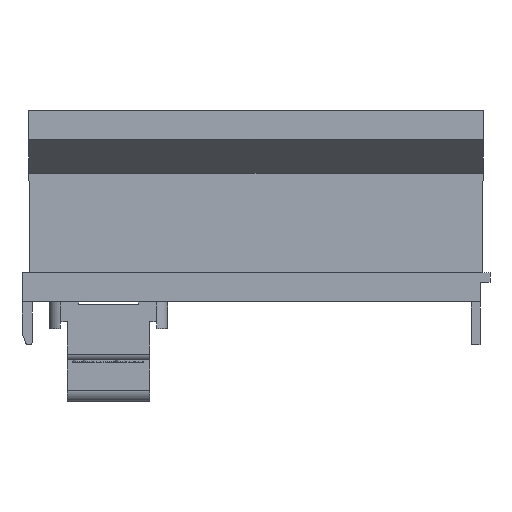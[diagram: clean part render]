
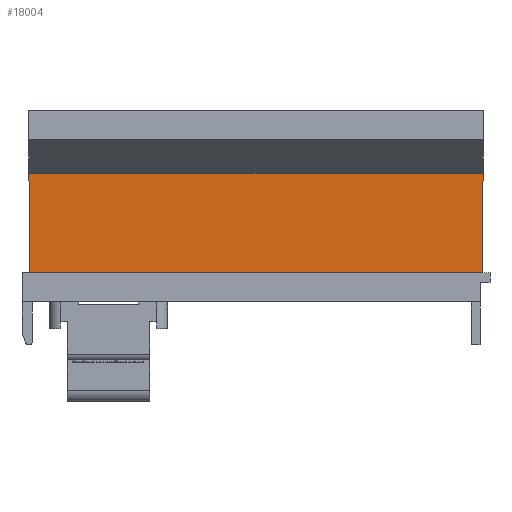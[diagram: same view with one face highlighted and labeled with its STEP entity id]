
A CAD part, front view. The second image highlights one B-rep face of the part: STEP entity #18004.
In plain terms, the highlighted planar face has unit normal (0, -1, -0.009).
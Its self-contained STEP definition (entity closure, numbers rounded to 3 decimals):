
#17711 = VERTEX_POINT('',#17712);
#17712 = CARTESIAN_POINT('',(-19.478,-4.,0.));
#17718 = EDGE_CURVE('',#17719,#17711,#17721,.T.);
#17719 = VERTEX_POINT('',#17720);
#17720 = CARTESIAN_POINT('',(-19.553,-4.075,
    8.561));
#17721 = LINE('',#17722,#17723);
#17722 = CARTESIAN_POINT('',(-19.478,-4.,
    0.001));
#17723 = VECTOR('',#17724,1.);
#17724 = DIRECTION('',(0.009,0.009,
    -1.));
#17774 = VERTEX_POINT('',#17775);
#17775 = CARTESIAN_POINT('',(19.478,-4.,0.));
#17783 = EDGE_CURVE('',#17711,#17774,#17784,.T.);
#17784 = LINE('',#17785,#17786);
#17785 = CARTESIAN_POINT('',(-19.6,-4.,0.));
#17786 = VECTOR('',#17787,1.);
#17787 = DIRECTION('',(1.,0.,0.));
#18004 = ADVANCED_FACE('',(#18005),#18023,.T.);
#18005 = FACE_BOUND('',#18006,.T.);
#18006 = EDGE_LOOP('',(#18007,#18015,#18021,#18022));
#18007 = ORIENTED_EDGE('',*,*,#18008,.F.);
#18008 = EDGE_CURVE('',#18009,#17774,#18011,.T.);
#18009 = VERTEX_POINT('',#18010);
#18010 = CARTESIAN_POINT('',(19.553,-4.075,
    8.561));
#18011 = LINE('',#18012,#18013);
#18012 = CARTESIAN_POINT('',(19.475,-3.997,
    -0.341));
#18013 = VECTOR('',#18014,1.);
#18014 = DIRECTION('',(-0.009,0.009,
    -1.));
#18015 = ORIENTED_EDGE('',*,*,#18016,.F.);
#18016 = EDGE_CURVE('',#17719,#18009,#18017,.T.);
#18017 = LINE('',#18018,#18019);
#18018 = CARTESIAN_POINT('',(-19.6,-4.075,8.561));
#18019 = VECTOR('',#18020,1.);
#18020 = DIRECTION('',(1.,0.,0.));
#18021 = ORIENTED_EDGE('',*,*,#17718,.T.);
#18022 = ORIENTED_EDGE('',*,*,#17783,.T.);
#18023 = PLANE('',#18024);
#18024 = AXIS2_PLACEMENT_3D('',#18025,#18026,#18027);
#18025 = CARTESIAN_POINT('',(-19.6,-4.,0.));
#18026 = DIRECTION('',(0.,-1.,-0.009));
#18027 = DIRECTION('',(0.,0.009,-1.));
